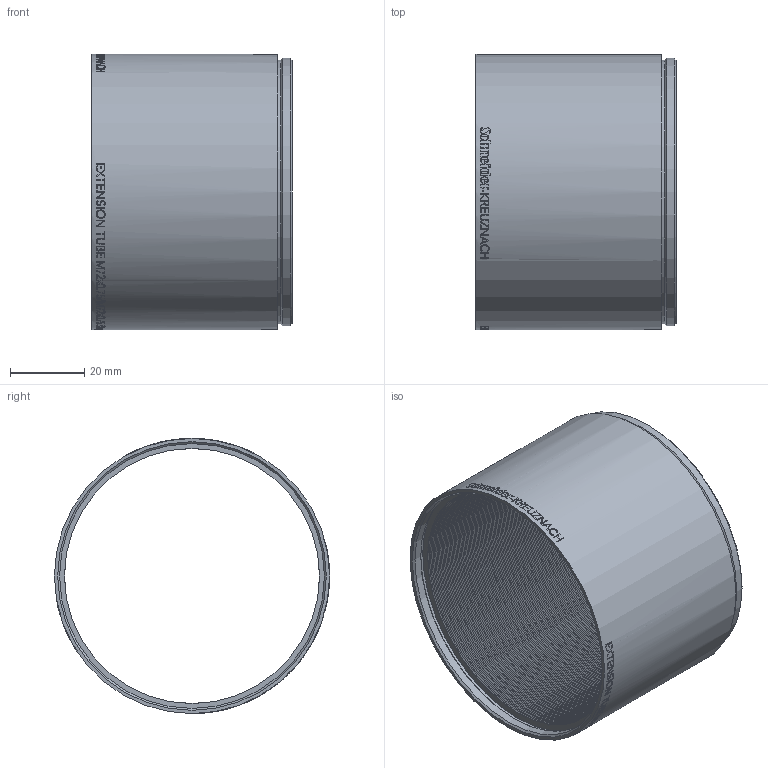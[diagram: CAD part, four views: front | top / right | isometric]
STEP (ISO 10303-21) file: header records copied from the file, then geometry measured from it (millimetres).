
FILE_DESCRIPTION(/* description */ (''),/* implementation_level */ '2;1');
FILE_NAME(/* name */ '1054733_00166733_001.stp',/* time_stamp */ '2022-04-11T08:52:35+02:00',/* author */ (''),/* organization */ (''),/* preprocessor_version */ 'ST-DEVELOPER v16',/* originating_system */ 'SIEMENS PLM Software NX 10.0',/* authorisation */ '');
FILE_SCHEMA (('AP203_CONFIGURATION_CONTROLLED_3D_DESIGN_OF_MECHANICAL_PARTS_AND_ASSEMBLIES_MIM_LF { 1 0 10303 403 2 1 2}'));
Length unit declared in the file: millimetre
Products named in the file (1): Froe18D4278F5u22
Bounding box: 53.8 x 74 x 74 mm (x, y, z)
Volume: 27939.1 mm3; surface area: 47439.5 mm2
Topology: 1 solids, 2 shells, 291 faces, 928 edges, 718 vertices
Faces by surface type: cone 203, cylinder 83, plane 5
Full cylindrical faces by diameter (mm): 68.612 x1, 71 x1, 71.25 x1, 72 x1, 72.3 x1, 74 x2
Entity records: 11109 total; most frequent: CARTESIAN_POINT 4161, ORIENTED_EDGE 1430, DIRECTION 1016, VERTEX_POINT 716, EDGE_CURVE 716, EDGE_LOOP 582, FACE_BOUND 519, AXIS2_PLACEMENT_3D 508
